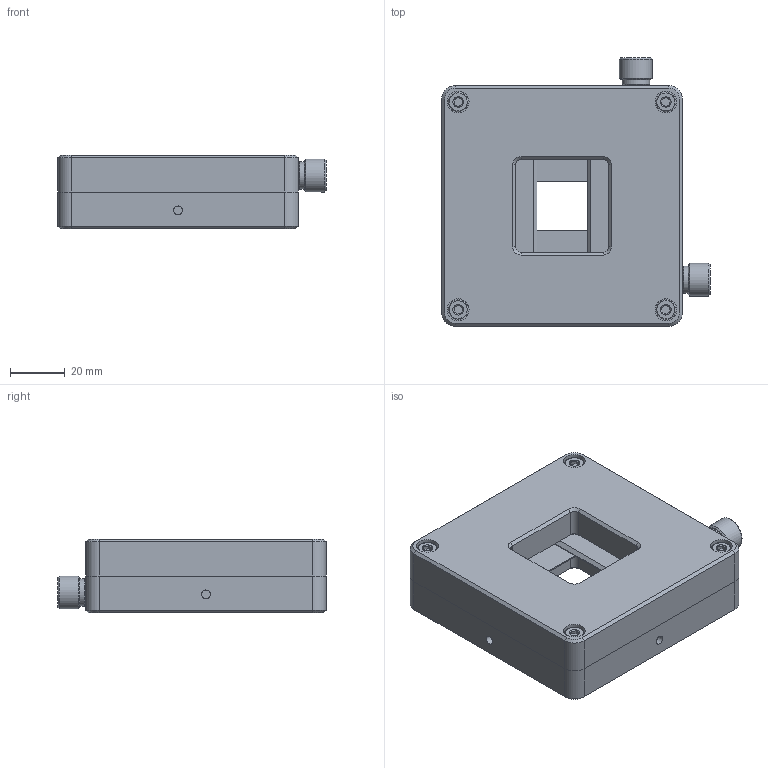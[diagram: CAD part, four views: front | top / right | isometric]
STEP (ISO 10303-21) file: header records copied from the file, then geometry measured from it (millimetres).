
FILE_DESCRIPTION (( 'STEP AP203' ), '1' );
FILE_NAME ('528061.STEP', '2025-05-19T07:42:01', ( 'Windows User' ), ( 'P R C' ), 'SwSTEP 2.0', 'SolidWorks 2020', '' );
FILE_SCHEMA (( 'CONFIG_CONTROL_DESIGN' ));
Length unit declared in the file: millimetre
Products named in the file (1): 528061
Bounding box: 98.2 x 98.2 x 27 mm (x, y, z)
Surface area: 37649.5 mm2 (no closed solid volume)
Topology: 0 solids, 12 shells, 151 faces, 473 edges, 337 vertices
Faces by surface type: plane 87, cone 34, cylinder 26, bspline 4
Full cylindrical faces by diameter (mm): 3.3 x2, 8 x4, 10 x2, 12 x2
Entity records: 7050 total; most frequent: CARTESIAN_POINT 3088, DIRECTION 746, ORIENTED_EDGE 702, EDGE_CURVE 440, VERTEX_POINT 328, LINE 270, VECTOR 270, AXIS2_PLACEMENT_3D 238
